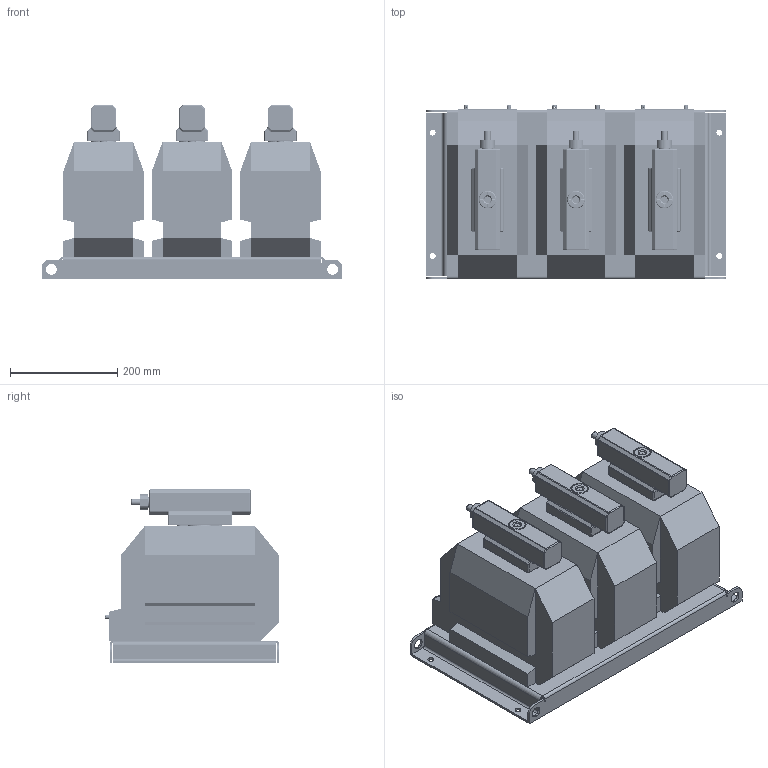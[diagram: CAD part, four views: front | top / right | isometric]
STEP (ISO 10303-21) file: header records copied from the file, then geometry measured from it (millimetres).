
FILE_DESCRIPTION(('STEP AP242'), '1');
FILE_NAME('ÀÄØÏ.1.757.001 ÍÀËÈ-ÝÊ-10 Ì1Ï 3-6-10êÂ', '', ('UNSPECIFIED'), ('UNSPECIFIED'), 'ASCON STEP Converter 1.6', 'ASCON Math Kernel', '');
FILE_SCHEMA(('AP242_MANAGED_MODEL_BASED_3D_ENGINEERING_MIM_LF { 1 0 10303 442 1 1 4 }'));
Length unit declared in the file: millimetre
Products named in the file (26): 鎗鵻罻 楟.8.211.004
Assembly tree (40 placements, depth 5):
  (unnamed)
    (unnamed)
    (unnamed)  x3
      (unnamed)
      (unnamed)
      鎗鵻罻 楟.8.211.004
      (unnamed)
      (unnamed)
      (unnamed)
        (unnamed)
        (unnamed)
          (unnamed)
          (unnamed)
          (unnamed)
          (unnamed)
          (unnamed)
        (unnamed)
        (unnamed)
        (unnamed)
        (unnamed)
      (unnamed)
      (unnamed)
      (unnamed)
        (unnamed)
        (unnamed)
        (unnamed)
Bounding box: 561 x 324.5 x 324.5 mm (x, y, z)
Volume: 26503372.1 mm3; surface area: 1669089 mm2
Topology: 124 solids, 124 shells, 4457 faces, 10944 edges, 6895 vertices
Faces by surface type: plane 2234, cylinder 1542, cone 294, torus 237, sphere 87, bspline 63
Full cylindrical faces by diameter (mm): 0.007 x3, 2.5 x6, 4 x42, 4.134 x6, 4.917 x15, 5 x10, 6 x21, 6.4 x15, 6.8 x12, 7 x3, 8 x15, 8.376 x3, 8.4 x3, 8.95 x3, 10 x48, 10.106 x12, 10.5 x3, 11 x5, 11.16 x12, 12 x18, 12.114 x3, 13 x3, 14 x6, 15 x6, 17 x42, 17.294 x3, 18 x6, 20 x7, 22 x3, 22.2 x6
Entity records: 68069 total; most frequent: CARTESIAN_POINT 23861, DIRECTION 6900, ORIENTED_EDGE 6238, EDGE_CURVE 3119, AXIS2_PLACEMENT_3D 2597, VERTEX_POINT 2103, LINE 1706, VECTOR 1706
